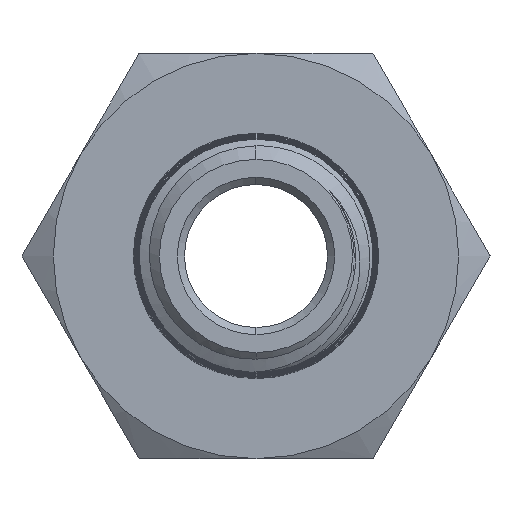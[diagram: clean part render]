
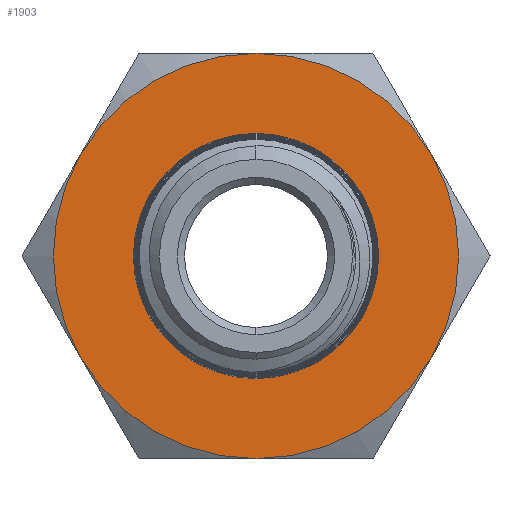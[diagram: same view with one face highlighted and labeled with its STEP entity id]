
A CAD part, front view. The second image highlights one B-rep face of the part: STEP entity #1903.
In plain terms, the highlighted planar face has unit normal (0, -1, 0).
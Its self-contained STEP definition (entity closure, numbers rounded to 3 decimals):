
#836 = DIRECTION ( 'NONE',  ( 0., 0., 1. ) ) ;
#1234 = EDGE_CURVE ( 'NONE', #41875, #20198, #4093, .T. ) ;
#1469 = CARTESIAN_POINT ( 'NONE',  ( 0., 0., 0. ) ) ;
#1903 = ADVANCED_FACE ( 'NONE', ( #6910, #45365 ), #18569, .F. ) ;
#2494 = CIRCLE ( 'NONE', #44167, 8.5 ) ;
#3115 = EDGE_CURVE ( 'NONE', #24516, #16837, #25539, .T. ) ;
#4093 = CIRCLE ( 'NONE', #14166, 5.145 ) ;
#4197 = AXIS2_PLACEMENT_3D ( 'NONE', #34426, #34274, #45162 ) ;
#5134 = DIRECTION ( 'NONE',  ( 0., 0., 1. ) ) ;
#5487 = CIRCLE ( 'NONE', #43346, 8.5 ) ;
#6910 = FACE_BOUND ( 'NONE', #24723, .T. ) ;
#7516 = ORIENTED_EDGE ( 'NONE', *, *, #1234, .F. ) ;
#9279 = CARTESIAN_POINT ( 'NONE',  ( 7.361, 0., -4.25 ) ) ;
#11218 = ORIENTED_EDGE ( 'NONE', *, *, #22801, .F. ) ;
#11464 = DIRECTION ( 'NONE',  ( 0., 1., 0. ) ) ;
#12993 = VERTEX_POINT ( 'NONE', #9279 ) ;
#14166 = AXIS2_PLACEMENT_3D ( 'NONE', #38069, #30357, #39054 ) ;
#14278 = EDGE_CURVE ( 'NONE', #16837, #30723, #20914, .T. ) ;
#15304 = ORIENTED_EDGE ( 'NONE', *, *, #15979, .F. ) ;
#15679 = AXIS2_PLACEMENT_3D ( 'NONE', #38140, #31819, #22499 ) ;
#15738 = DIRECTION ( 'NONE',  ( 0., 1., 0. ) ) ;
#15979 = EDGE_CURVE ( 'NONE', #40322, #12993, #28797, .T. ) ;
#16475 = ORIENTED_EDGE ( 'NONE', *, *, #29193, .F. ) ;
#16837 = VERTEX_POINT ( 'NONE', #44211 ) ;
#17161 = CARTESIAN_POINT ( 'NONE',  ( 0., 0., 0. ) ) ;
#17642 = ORIENTED_EDGE ( 'NONE', *, *, #36307, .F. ) ;
#18569 = PLANE ( 'NONE',  #15679 ) ;
#19609 = EDGE_LOOP ( 'NONE', ( #11218, #15304, #16475, #39067, #30041, #42920 ) ) ;
#20100 = CARTESIAN_POINT ( 'NONE',  ( 0., 0., 0. ) ) ;
#20198 = VERTEX_POINT ( 'NONE', #22439 ) ;
#20500 = CARTESIAN_POINT ( 'NONE',  ( 0., 0., 8.5 ) ) ;
#20793 = DIRECTION ( 'NONE',  ( 0., 0., 1. ) ) ;
#20914 = CIRCLE ( 'NONE', #44190, 8.5 ) ;
#22439 = CARTESIAN_POINT ( 'NONE',  ( 0., 0., 5.145 ) ) ;
#22499 = DIRECTION ( 'NONE',  ( 0., 0., 1. ) ) ;
#22515 = DIRECTION ( 'NONE',  ( 0., 1., 0. ) ) ;
#22801 = EDGE_CURVE ( 'NONE', #12993, #36295, #5487, .T. ) ;
#23170 = AXIS2_PLACEMENT_3D ( 'NONE', #17161, #42417, #20793 ) ;
#23712 = DIRECTION ( 'NONE',  ( 0., 0., 1. ) ) ;
#24516 = VERTEX_POINT ( 'NONE', #34155 ) ;
#24723 = EDGE_LOOP ( 'NONE', ( #17642, #7516 ) ) ;
#25539 = CIRCLE ( 'NONE', #4197, 8.5 ) ;
#26792 = DIRECTION ( 'NONE',  ( 0., 1., 0. ) ) ;
#28797 = CIRCLE ( 'NONE', #30453, 8.5 ) ;
#29193 = EDGE_CURVE ( 'NONE', #30723, #40322, #33849, .T. ) ;
#30041 = ORIENTED_EDGE ( 'NONE', *, *, #3115, .F. ) ;
#30357 = DIRECTION ( 'NONE',  ( 0., -1., 0. ) ) ;
#30453 = AXIS2_PLACEMENT_3D ( 'NONE', #20100, #45359, #23712 ) ;
#30723 = VERTEX_POINT ( 'NONE', #20500 ) ;
#31558 = CARTESIAN_POINT ( 'NONE',  ( 0., 0., -8.5 ) ) ;
#31819 = DIRECTION ( 'NONE',  ( 0., 1., 0. ) ) ;
#33136 = CARTESIAN_POINT ( 'NONE',  ( 0., 0., 0. ) ) ;
#33849 = CIRCLE ( 'NONE', #34581, 8.5 ) ;
#34155 = CARTESIAN_POINT ( 'NONE',  ( -7.361, 0., -4.25 ) ) ;
#34274 = DIRECTION ( 'NONE',  ( 0., 1., 0. ) ) ;
#34426 = CARTESIAN_POINT ( 'NONE',  ( 0., 0., 0. ) ) ;
#34581 = AXIS2_PLACEMENT_3D ( 'NONE', #37394, #15738, #41025 ) ;
#35961 = CIRCLE ( 'NONE', #23170, 5.145 ) ;
#36295 = VERTEX_POINT ( 'NONE', #31558 ) ;
#36307 = EDGE_CURVE ( 'NONE', #20198, #41875, #35961, .T. ) ;
#36751 = DIRECTION ( 'NONE',  ( 0., 0., 1. ) ) ;
#37394 = CARTESIAN_POINT ( 'NONE',  ( 0., 0., 0. ) ) ;
#38069 = CARTESIAN_POINT ( 'NONE',  ( 0., 0., 0. ) ) ;
#38140 = CARTESIAN_POINT ( 'NONE',  ( 0., 0., 0. ) ) ;
#39054 = DIRECTION ( 'NONE',  ( 0., 0., 1. ) ) ;
#39067 = ORIENTED_EDGE ( 'NONE', *, *, #14278, .F. ) ;
#39663 = CARTESIAN_POINT ( 'NONE',  ( 7.361, 0., 4.25 ) ) ;
#40322 = VERTEX_POINT ( 'NONE', #39663 ) ;
#41025 = DIRECTION ( 'NONE',  ( 0., 0., 1. ) ) ;
#41788 = EDGE_CURVE ( 'NONE', #36295, #24516, #2494, .T. ) ;
#41875 = VERTEX_POINT ( 'NONE', #44185 ) ;
#42417 = DIRECTION ( 'NONE',  ( 0., -1., 0. ) ) ;
#42920 = ORIENTED_EDGE ( 'NONE', *, *, #41788, .F. ) ;
#43346 = AXIS2_PLACEMENT_3D ( 'NONE', #44161, #22515, #836 ) ;
#44161 = CARTESIAN_POINT ( 'NONE',  ( 0., 0., 0. ) ) ;
#44167 = AXIS2_PLACEMENT_3D ( 'NONE', #33136, #11464, #36751 ) ;
#44185 = CARTESIAN_POINT ( 'NONE',  ( 0., 0., -5.145 ) ) ;
#44190 = AXIS2_PLACEMENT_3D ( 'NONE', #1469, #26792, #5134 ) ;
#44211 = CARTESIAN_POINT ( 'NONE',  ( -7.361, 0., 4.25 ) ) ;
#45162 = DIRECTION ( 'NONE',  ( 0., 0., 1. ) ) ;
#45359 = DIRECTION ( 'NONE',  ( 0., 1., 0. ) ) ;
#45365 = FACE_OUTER_BOUND ( 'NONE', #19609, .T. ) ;
